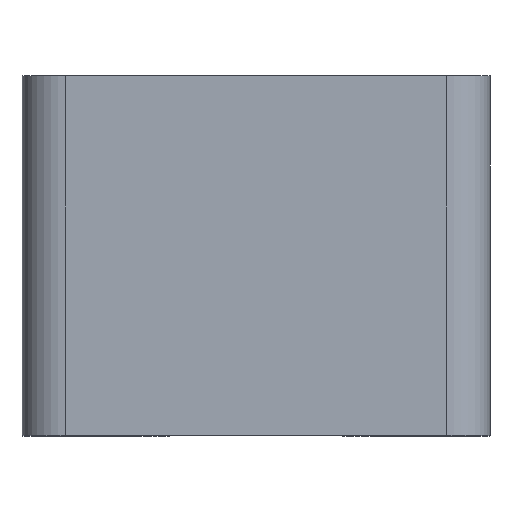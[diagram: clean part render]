
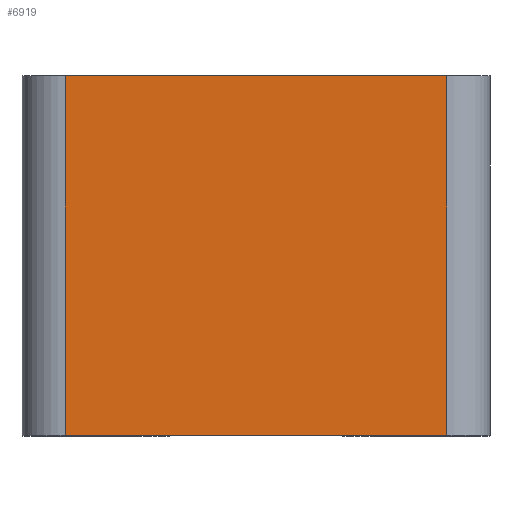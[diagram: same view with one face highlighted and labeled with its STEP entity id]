
A CAD part, top view. The second image highlights one B-rep face of the part: STEP entity #6919.
In plain terms, the highlighted planar face has unit normal (0, 0, 1).
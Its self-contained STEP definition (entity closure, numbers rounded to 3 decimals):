
#697=PLANE('',#7242);
#1061=FACE_OUTER_BOUND('',#1461,.T.);
#1461=EDGE_LOOP('',(#6487,#6488,#6489,#6490));
#1583=LINE('',#8507,#2171);
#2155=LINE('',#13952,#2743);
#2156=LINE('',#13960,#2744);
#2157=LINE('',#13962,#2745);
#2171=VECTOR('',#7291,10.);
#2743=VECTOR('',#8429,10.);
#2744=VECTOR('',#8444,10.);
#2745=VECTOR('',#8447,10.);
#2770=VERTEX_POINT('',#8504);
#2771=VERTEX_POINT('',#8506);
#3428=VERTEX_POINT('',#13949);
#3429=VERTEX_POINT('',#13951);
#3454=EDGE_CURVE('',#2771,#2770,#1583,.T.);
#4450=EDGE_CURVE('',#3428,#3429,#2155,.T.);
#4453=EDGE_CURVE('',#2770,#3429,#2156,.T.);
#4454=EDGE_CURVE('',#2771,#3428,#2157,.T.);
#6487=ORIENTED_EDGE('',*,*,#3454,.T.);
#6488=ORIENTED_EDGE('',*,*,#4453,.T.);
#6489=ORIENTED_EDGE('',*,*,#4450,.F.);
#6490=ORIENTED_EDGE('',*,*,#4454,.F.);
#6919=ADVANCED_FACE('',(#1061),#697,.T.);
#7242=AXIS2_PLACEMENT_3D('',#13961,#8445,#8446);
#7291=DIRECTION('',(1.,0.,0.));
#8429=DIRECTION('',(1.,0.,0.));
#8444=DIRECTION('',(0.,1.,0.));
#8445=DIRECTION('center_axis',(0.,0.,1.));
#8446=DIRECTION('ref_axis',(1.,0.,0.));
#8447=DIRECTION('',(0.,1.,0.));
#8504=CARTESIAN_POINT('',(22.,0.,27.));
#8506=CARTESIAN_POINT('',(-22.,0.,27.));
#8507=CARTESIAN_POINT('',(-22.,0.,27.));
#13949=CARTESIAN_POINT('',(-22.,41.5,27.));
#13951=CARTESIAN_POINT('',(22.,41.5,27.));
#13952=CARTESIAN_POINT('',(-22.,41.5,27.));
#13960=CARTESIAN_POINT('',(22.,0.,27.));
#13961=CARTESIAN_POINT('Origin',(-22.,0.,27.));
#13962=CARTESIAN_POINT('',(-22.,0.,27.));
